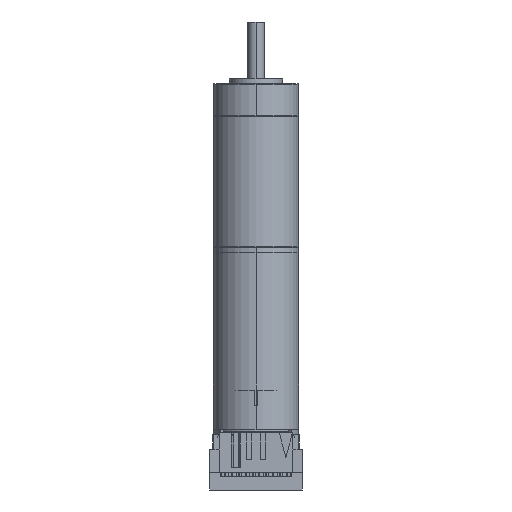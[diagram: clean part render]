
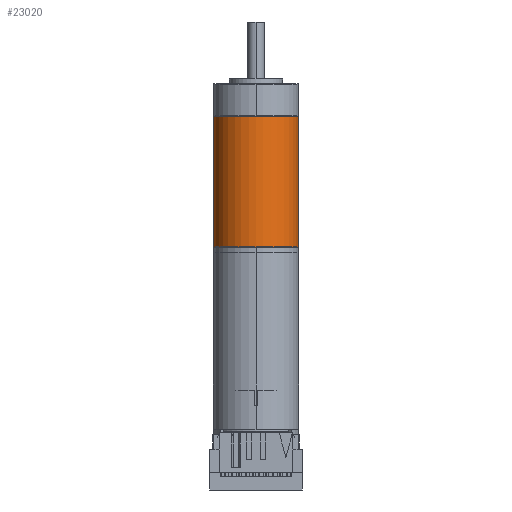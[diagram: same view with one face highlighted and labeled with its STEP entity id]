
A CAD part, left-side view. The second image highlights one B-rep face of the part: STEP entity #23020.
In plain terms, the highlighted cylindrical face has radius 8 mm (diameter 16 mm), a partial arc.
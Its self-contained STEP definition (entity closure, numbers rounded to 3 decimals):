
#22911=CARTESIAN_POINT('',(0.,0.,58.4));
#22912=DIRECTION('',(0.,0.,1.));
#22913=DIRECTION('',(0.,1.,0.));
#22914=AXIS2_PLACEMENT_3D('',#22911,#22912,#22913);
#22916=DIRECTION('',(0.,0.,-1.));
#22917=VECTOR('',#22916,24.3);
#22918=CARTESIAN_POINT('',(0.,-8.,
58.4));
#22919=LINE('',#22918,#22917);
#22920=CARTESIAN_POINT('',(0.,0.,34.1));
#22921=DIRECTION('',(0.,0.,-1.));
#22922=DIRECTION('',(0.,-1.,0.));
#22923=AXIS2_PLACEMENT_3D('',#22920,#22921,#22922);
#22925=DIRECTION('',(0.,0.,1.));
#22926=VECTOR('',#22925,24.3);
#22927=CARTESIAN_POINT('',(0.,8.,
34.1));
#22928=LINE('',#22927,#22926);
#22951=CARTESIAN_POINT('',(0.,8.,58.4));
#22952=CARTESIAN_POINT('',(0.,-8.,58.4));
#22953=VERTEX_POINT('',#22951);
#22954=VERTEX_POINT('',#22952);
#22959=CARTESIAN_POINT('',(0.,-8.,34.1));
#22960=CARTESIAN_POINT('',(0.,8.,34.1));
#22961=VERTEX_POINT('',#22959);
#22962=VERTEX_POINT('',#22960);
#23008=CARTESIAN_POINT('',(0.,0.,36.5));
#23009=DIRECTION('',(0.,0.,-1.));
#23010=DIRECTION('',(0.,1.,0.));
#23011=AXIS2_PLACEMENT_3D('',#23008,#23009,#23010);
#23012=CYLINDRICAL_SURFACE('',#23011,8.);
#23013=ORIENTED_EDGE('',*,*,#23002,.T.);
#23014=ORIENTED_EDGE('',*,*,#22974,.T.);
#23016=ORIENTED_EDGE('',*,*,#23015,.T.);
#23017=ORIENTED_EDGE('',*,*,#22970,.T.);
#23018=EDGE_LOOP('',(#23013,#23014,#23016,#23017));
#23019=FACE_OUTER_BOUND('',#23018,.F.);
#23020=ADVANCED_FACE('',(#23019),#23012,.T.);
#22915=CIRCLE('',#22914,8.);
#22924=CIRCLE('',#22923,8.);
#22970=EDGE_CURVE('',#22962,#22953,#22928,.T.);
#22974=EDGE_CURVE('',#22954,#22961,#22919,.T.);
#23002=EDGE_CURVE('',#22953,#22954,#22915,.T.);
#23015=EDGE_CURVE('',#22961,#22962,#22924,.T.);
